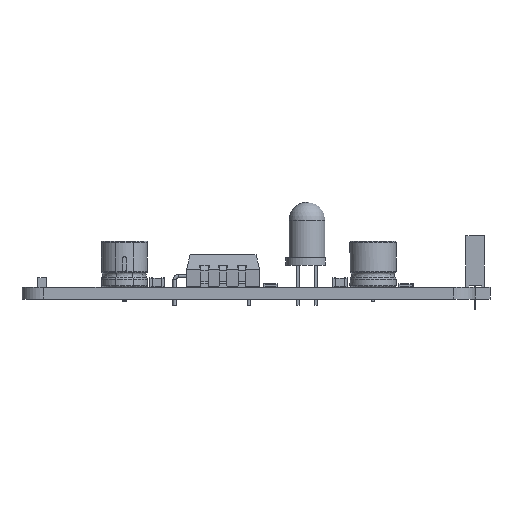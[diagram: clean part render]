
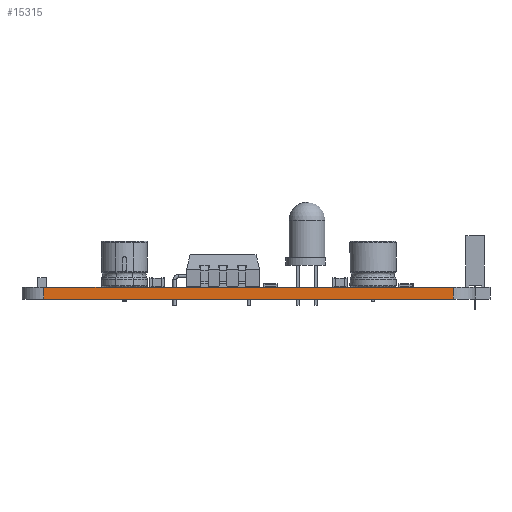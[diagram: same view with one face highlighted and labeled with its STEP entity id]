
A CAD part, left-side view. The second image highlights one B-rep face of the part: STEP entity #15315.
In plain terms, the highlighted planar face has unit normal (-1, 0, 0).
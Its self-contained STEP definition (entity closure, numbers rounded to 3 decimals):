
#12422 = VERTEX_POINT('',#12423);
#12423 = CARTESIAN_POINT('',(83.,-41.,0.));
#12430 = EDGE_CURVE('',#12431,#12422,#12433,.T.);
#12431 = VERTEX_POINT('',#12432);
#12432 = CARTESIAN_POINT('',(83.,-97.,0.));
#12433 = LINE('',#12434,#12435);
#12434 = CARTESIAN_POINT('',(83.,-97.,0.));
#12435 = VECTOR('',#12436,1.);
#12436 = DIRECTION('',(0.,1.,0.));
#13855 = VERTEX_POINT('',#13856);
#13856 = CARTESIAN_POINT('',(83.,-41.,1.6));
#13863 = EDGE_CURVE('',#13864,#13855,#13866,.T.);
#13864 = VERTEX_POINT('',#13865);
#13865 = CARTESIAN_POINT('',(83.,-97.,1.6));
#13866 = LINE('',#13867,#13868);
#13867 = CARTESIAN_POINT('',(83.,-97.,1.6));
#13868 = VECTOR('',#13869,1.);
#13869 = DIRECTION('',(0.,1.,0.));
#15285 = EDGE_CURVE('',#12422,#13855,#15286,.T.);
#15286 = LINE('',#15287,#15288);
#15287 = CARTESIAN_POINT('',(83.,-41.,0.));
#15288 = VECTOR('',#15289,1.);
#15289 = DIRECTION('',(0.,0.,1.));
#15315 = ADVANCED_FACE('',(#15316),#15327,.T.);
#15316 = FACE_BOUND('',#15317,.T.);
#15317 = EDGE_LOOP('',(#15318,#15324,#15325,#15326));
#15318 = ORIENTED_EDGE('',*,*,#15319,.T.);
#15319 = EDGE_CURVE('',#12431,#13864,#15320,.T.);
#15320 = LINE('',#15321,#15322);
#15321 = CARTESIAN_POINT('',(83.,-97.,0.));
#15322 = VECTOR('',#15323,1.);
#15323 = DIRECTION('',(0.,0.,1.));
#15324 = ORIENTED_EDGE('',*,*,#13863,.T.);
#15325 = ORIENTED_EDGE('',*,*,#15285,.F.);
#15326 = ORIENTED_EDGE('',*,*,#12430,.F.);
#15327 = PLANE('',#15328);
#15328 = AXIS2_PLACEMENT_3D('',#15329,#15330,#15331);
#15329 = CARTESIAN_POINT('',(83.,-97.,0.));
#15330 = DIRECTION('',(-1.,0.,0.));
#15331 = DIRECTION('',(0.,1.,0.));
